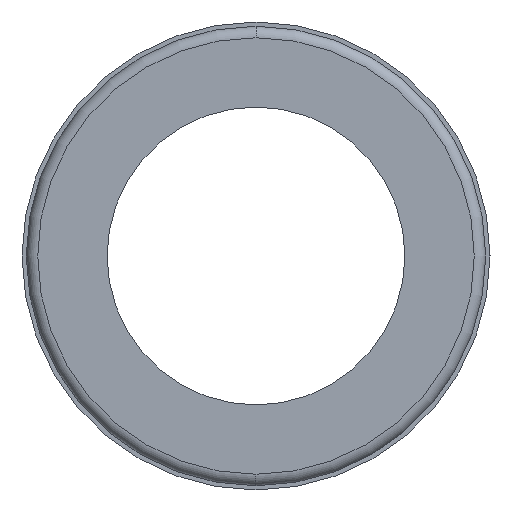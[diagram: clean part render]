
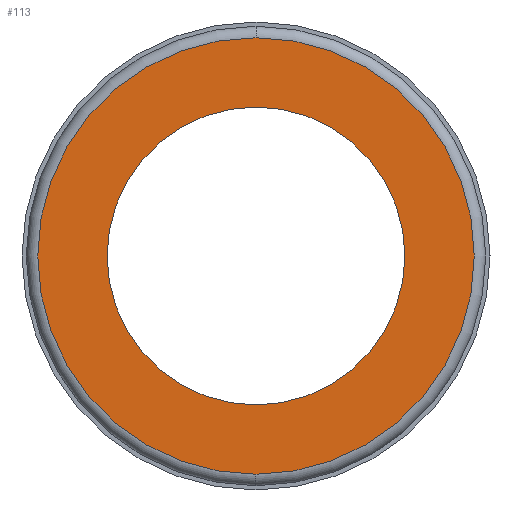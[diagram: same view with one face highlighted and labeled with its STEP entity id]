
A CAD part, left-side view. The second image highlights one B-rep face of the part: STEP entity #113.
In plain terms, the highlighted planar face has unit normal (-1, 0, 0).
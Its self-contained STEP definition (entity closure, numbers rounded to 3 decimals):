
#113=ADVANCED_FACE('',(#257,#258),#259,.T.);
#257=FACE_BOUND('',#402,.T.);
#258=FACE_OUTER_BOUND('',#403,.T.);
#259=PLANE('',#404);
#402=EDGE_LOOP('',(#947,#948));
#403=EDGE_LOOP('',(#949,#950,#951));
#404=AXIS2_PLACEMENT_3D('',#952,#953,#954);
#947=ORIENTED_EDGE('',*,*,#1106,.T.);
#948=ORIENTED_EDGE('',*,*,#1028,.T.);
#949=ORIENTED_EDGE('',*,*,#1126,.T.);
#950=ORIENTED_EDGE('',*,*,#959,.T.);
#951=ORIENTED_EDGE('',*,*,#1127,.T.);
#952=CARTESIAN_POINT('',(-28.0,-5.13,0.0));
#953=DIRECTION('',(-1.0,0.,0.0));
#954=DIRECTION('',(0.,-1.0,0.0));
#959=EDGE_CURVE('',#1129,#1135,#1137,.T.);
#1028=EDGE_CURVE('',#1261,#1265,#1267,.T.);
#1106=EDGE_CURVE('',#1265,#1261,#1391,.T.);
#1126=EDGE_CURVE('',#1412,#1129,#1413,.T.);
#1127=EDGE_CURVE('',#1135,#1412,#1414,.T.);
#1129=VERTEX_POINT('',#1416);
#1135=VERTEX_POINT('',#1422);
#1137=CIRCLE('',#1424,10.26);
#1261=VERTEX_POINT('',#1621);
#1265=VERTEX_POINT('',#1626);
#1267=CIRCLE('',#1629,7.0);
#1391=CIRCLE('',#1884,7.0);
#1412=VERTEX_POINT('',#1905);
#1413=CIRCLE('',#1906,10.26);
#1414=CIRCLE('',#1907,10.26);
#1416=CARTESIAN_POINT('',(-28.0,0.,10.26));
#1422=CARTESIAN_POINT('',(-28.0,0.,-10.26));
#1424=AXIS2_PLACEMENT_3D('',#1920,#1921,#1922);
#1621=CARTESIAN_POINT('',(-28.0,0.,-7.0));
#1626=CARTESIAN_POINT('',(-28.0,0.,7.0));
#1629=AXIS2_PLACEMENT_3D('',#2073,#2074,#2075);
#1884=AXIS2_PLACEMENT_3D('',#2201,#2202,#2203);
#1905=CARTESIAN_POINT('',(-28.0,-10.26,0.0));
#1906=AXIS2_PLACEMENT_3D('',#2261,#2262,#2263);
#1907=AXIS2_PLACEMENT_3D('',#2264,#2265,#2266);
#1920=CARTESIAN_POINT('',(-28.0,0.,0.0));
#1921=DIRECTION('',(-1.0,0.,0.0));
#1922=DIRECTION('',(0.,-1.0,0.0));
#2073=CARTESIAN_POINT('',(-28.0,0.0,0.0));
#2074=DIRECTION('',(1.0,0.,0.0));
#2075=DIRECTION('',(0.0,0.0,-1.0));
#2201=CARTESIAN_POINT('',(-28.0,0.0,0.0));
#2202=DIRECTION('',(1.0,0.,0.0));
#2203=DIRECTION('',(0.0,0.0,-1.0));
#2261=CARTESIAN_POINT('',(-28.0,0.,0.0));
#2262=DIRECTION('',(-1.0,0.,0.0));
#2263=DIRECTION('',(0.,-1.0,0.0));
#2264=CARTESIAN_POINT('',(-28.0,0.,0.0));
#2265=DIRECTION('',(-1.0,0.,0.0));
#2266=DIRECTION('',(0.,-1.0,0.0));
